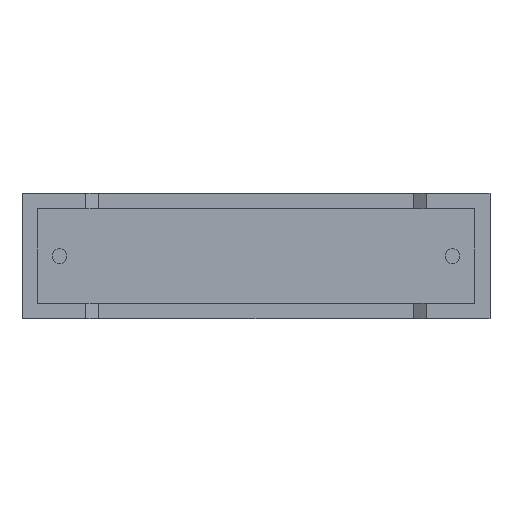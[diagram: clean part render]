
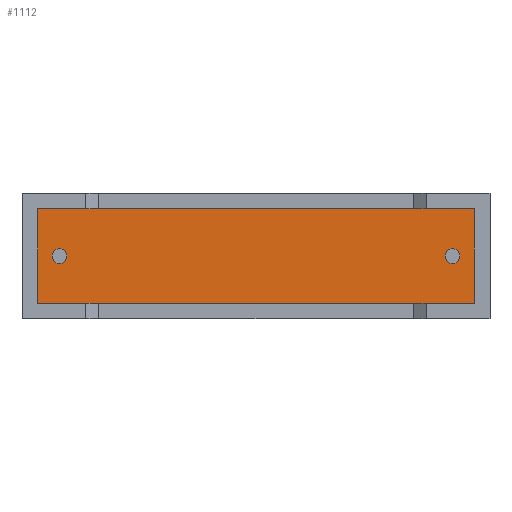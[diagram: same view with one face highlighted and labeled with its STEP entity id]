
A CAD part, front view. The second image highlights one B-rep face of the part: STEP entity #1112.
In plain terms, the highlighted planar face has unit normal (0, -1, 0).
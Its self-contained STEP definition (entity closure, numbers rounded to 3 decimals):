
#59 = CARTESIAN_POINT ( 'NONE',  ( 0.893, 0.75, 6.307 ) ) ;
#61 = AXIS2_PLACEMENT_3D ( 'NONE', #410, #1109, #1094 ) ;
#75 = DIRECTION ( 'NONE',  ( 0., -1., 0. ) ) ;
#106 = CARTESIAN_POINT ( 'NONE',  ( 2.15, 0.75, 3.6 ) ) ;
#125 = VERTEX_POINT ( 'NONE', #59 ) ;
#136 = ORIENTED_EDGE ( 'NONE', *, *, #1188, .T. ) ;
#138 = ORIENTED_EDGE ( 'NONE', *, *, #1369, .F. ) ;
#160 = DIRECTION ( 'NONE',  ( 0., 0., -1. ) ) ;
#173 = CIRCLE ( 'NONE', #1330, 0.425 ) ;
#208 = CARTESIAN_POINT ( 'NONE',  ( 24.65, 0.75, 4.025 ) ) ;
#283 = VERTEX_POINT ( 'NONE', #1341 ) ;
#338 = VERTEX_POINT ( 'NONE', #870 ) ;
#366 = ORIENTED_EDGE ( 'NONE', *, *, #2005, .F. ) ;
#381 = ORIENTED_EDGE ( 'NONE', *, *, #841, .T. ) ;
#410 = CARTESIAN_POINT ( 'NONE',  ( 2.15, 0.75, 3.6 ) ) ;
#455 = AXIS2_PLACEMENT_3D ( 'NONE', #2808, #2310, #3019 ) ;
#544 = ORIENTED_EDGE ( 'NONE', *, *, #2391, .T. ) ;
#601 = VECTOR ( 'NONE', #2856, 1000. ) ;
#625 = ORIENTED_EDGE ( 'NONE', *, *, #2973, .F. ) ;
#748 = CARTESIAN_POINT ( 'NONE',  ( 24.65, 0.75, 3.6 ) ) ;
#762 = CARTESIAN_POINT ( 'NONE',  ( 0.893, 0.75, 0.893 ) ) ;
#779 = VERTEX_POINT ( 'NONE', #2749 ) ;
#841 = EDGE_CURVE ( 'NONE', #338, #125, #1617, .T. ) ;
#865 = CARTESIAN_POINT ( 'NONE',  ( 24.65, 0.75, 3.175 ) ) ;
#870 = CARTESIAN_POINT ( 'NONE',  ( 25.907, 0.75, 6.307 ) ) ;
#879 = VERTEX_POINT ( 'NONE', #208 ) ;
#933 = CARTESIAN_POINT ( 'NONE',  ( 25.907, 0.75, 0.893 ) ) ;
#977 = DIRECTION ( 'NONE',  ( 0., -1., 0. ) ) ;
#1094 = DIRECTION ( 'NONE',  ( 0., 0., -1. ) ) ;
#1109 = DIRECTION ( 'NONE',  ( 0., -1., 0. ) ) ;
#1112 = ADVANCED_FACE ( 'NONE', ( #1270, #1288, #2257 ), #1376, .T. ) ;
#1188 = EDGE_CURVE ( 'NONE', #125, #2224, #2109, .T. ) ;
#1236 = DIRECTION ( 'NONE',  ( 0., 0., -1. ) ) ;
#1239 = CARTESIAN_POINT ( 'NONE',  ( 24.65, 0.75, 3.6 ) ) ;
#1270 = FACE_BOUND ( 'NONE', #1849, .T. ) ;
#1288 = FACE_OUTER_BOUND ( 'NONE', #2925, .T. ) ;
#1314 = DIRECTION ( 'NONE',  ( 0., -1., 0. ) ) ;
#1328 = VECTOR ( 'NONE', #1650, 1000. ) ;
#1330 = AXIS2_PLACEMENT_3D ( 'NONE', #748, #977, #1236 ) ;
#1341 = CARTESIAN_POINT ( 'NONE',  ( 2.15, 0.75, 3.175 ) ) ;
#1369 = EDGE_CURVE ( 'NONE', #283, #2260, #2628, .T. ) ;
#1376 = PLANE ( 'NONE',  #455 ) ;
#1397 = DIRECTION ( 'NONE',  ( -1., 0., 0. ) ) ;
#1399 = LINE ( 'NONE', #933, #2503 ) ;
#1473 = EDGE_CURVE ( 'NONE', #879, #3047, #173, .T. ) ;
#1532 = EDGE_CURVE ( 'NONE', #2224, #779, #2831, .T. ) ;
#1617 = LINE ( 'NONE', #2320, #2050 ) ;
#1649 = EDGE_LOOP ( 'NONE', ( #366, #138 ) ) ;
#1650 = DIRECTION ( 'NONE',  ( 0., 0., -1. ) ) ;
#1742 = ORIENTED_EDGE ( 'NONE', *, *, #1473, .F. ) ;
#1755 = CIRCLE ( 'NONE', #2153, 0.425 ) ;
#1764 = CIRCLE ( 'NONE', #2068, 0.425 ) ;
#1786 = CARTESIAN_POINT ( 'NONE',  ( 2.15, 0.75, 4.025 ) ) ;
#1849 = EDGE_LOOP ( 'NONE', ( #1742, #625 ) ) ;
#2005 = EDGE_CURVE ( 'NONE', #2260, #283, #1755, .T. ) ;
#2050 = VECTOR ( 'NONE', #1397, 1000. ) ;
#2068 = AXIS2_PLACEMENT_3D ( 'NONE', #1239, #75, #2642 ) ;
#2109 = LINE ( 'NONE', #3037, #1328 ) ;
#2153 = AXIS2_PLACEMENT_3D ( 'NONE', #106, #1314, #160 ) ;
#2224 = VERTEX_POINT ( 'NONE', #762 ) ;
#2257 = FACE_BOUND ( 'NONE', #1649, .T. ) ;
#2260 = VERTEX_POINT ( 'NONE', #1786 ) ;
#2310 = DIRECTION ( 'NONE',  ( 0., -1., 0. ) ) ;
#2320 = CARTESIAN_POINT ( 'NONE',  ( 25.907, 0.75, 6.307 ) ) ;
#2361 = DIRECTION ( 'NONE',  ( 0., 0., 1. ) ) ;
#2391 = EDGE_CURVE ( 'NONE', #779, #338, #1399, .T. ) ;
#2503 = VECTOR ( 'NONE', #2361, 1000. ) ;
#2628 = CIRCLE ( 'NONE', #61, 0.425 ) ;
#2642 = DIRECTION ( 'NONE',  ( 0., 0., -1. ) ) ;
#2662 = ORIENTED_EDGE ( 'NONE', *, *, #1532, .T. ) ;
#2749 = CARTESIAN_POINT ( 'NONE',  ( 25.907, 0.75, 0.893 ) ) ;
#2808 = CARTESIAN_POINT ( 'NONE',  ( 0., 0.75, 0. ) ) ;
#2831 = LINE ( 'NONE', #2887, #601 ) ;
#2856 = DIRECTION ( 'NONE',  ( 1., 0., 0. ) ) ;
#2887 = CARTESIAN_POINT ( 'NONE',  ( 0.893, 0.75, 0.893 ) ) ;
#2925 = EDGE_LOOP ( 'NONE', ( #136, #2662, #544, #381 ) ) ;
#2973 = EDGE_CURVE ( 'NONE', #3047, #879, #1764, .T. ) ;
#3019 = DIRECTION ( 'NONE',  ( 0., 0., -1. ) ) ;
#3037 = CARTESIAN_POINT ( 'NONE',  ( 0.893, 0.75, 6.307 ) ) ;
#3047 = VERTEX_POINT ( 'NONE', #865 ) ;
